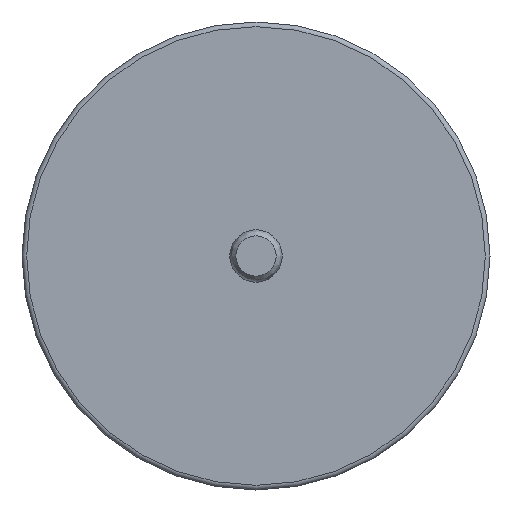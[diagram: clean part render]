
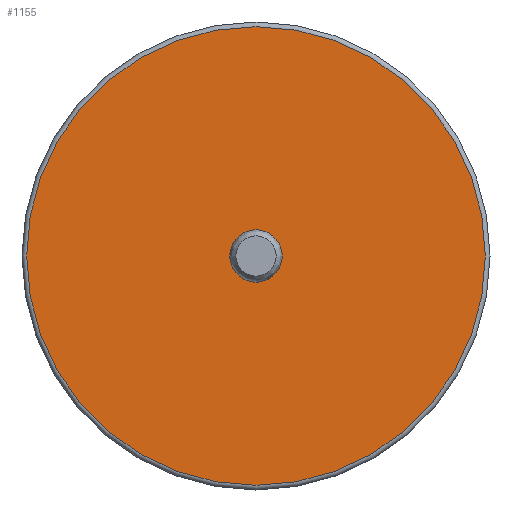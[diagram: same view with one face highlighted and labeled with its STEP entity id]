
A CAD part, front view. The second image highlights one B-rep face of the part: STEP entity #1155.
In plain terms, the highlighted planar face has unit normal (0, -1, 0).
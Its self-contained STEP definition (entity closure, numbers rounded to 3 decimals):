
#70=FACE_BOUND('',#306,.T.);
#98=PLANE('',#1286);
#232=FACE_OUTER_BOUND('',#305,.T.);
#305=EDGE_LOOP('',(#991,#992));
#306=EDGE_LOOP('',(#993,#994));
#446=CIRCLE('',#1287,24.5);
#447=CIRCLE('',#1288,24.5);
#448=CIRCLE('',#1289,2.708);
#449=CIRCLE('',#1290,2.708);
#554=VERTEX_POINT('',#2010);
#555=VERTEX_POINT('',#2011);
#556=VERTEX_POINT('',#2014);
#557=VERTEX_POINT('',#2015);
#708=EDGE_CURVE('',#554,#555,#446,.T.);
#709=EDGE_CURVE('',#555,#554,#447,.T.);
#710=EDGE_CURVE('',#556,#557,#448,.T.);
#711=EDGE_CURVE('',#557,#556,#449,.T.);
#991=ORIENTED_EDGE('',*,*,#708,.F.);
#992=ORIENTED_EDGE('',*,*,#709,.F.);
#993=ORIENTED_EDGE('',*,*,#710,.T.);
#994=ORIENTED_EDGE('',*,*,#711,.T.);
#1155=ADVANCED_FACE('',(#232,#70),#98,.T.);
#1286=AXIS2_PLACEMENT_3D('',#2009,#1562,#1563);
#1287=AXIS2_PLACEMENT_3D('',#2012,#1564,#1565);
#1288=AXIS2_PLACEMENT_3D('',#2013,#1566,#1567);
#1289=AXIS2_PLACEMENT_3D('',#2016,#1568,#1569);
#1290=AXIS2_PLACEMENT_3D('',#2017,#1570,#1571);
#1562=DIRECTION('center_axis',(0.,-1.,0.));
#1563=DIRECTION('ref_axis',(0.,0.,-1.));
#1564=DIRECTION('center_axis',(0.,1.,0.));
#1565=DIRECTION('ref_axis',(-1.,0.,0.));
#1566=DIRECTION('center_axis',(0.,1.,0.));
#1567=DIRECTION('ref_axis',(-1.,0.,0.));
#1568=DIRECTION('center_axis',(0.,1.,0.));
#1569=DIRECTION('ref_axis',(-1.,0.,0.));
#1570=DIRECTION('center_axis',(0.,1.,0.));
#1571=DIRECTION('ref_axis',(-1.,0.,0.));
#2009=CARTESIAN_POINT('Origin',(-12.25,4.041,0.));
#2010=CARTESIAN_POINT('',(-24.5,4.041,0.));
#2011=CARTESIAN_POINT('',(0.,4.041,-24.5));
#2012=CARTESIAN_POINT('Origin',(0.,4.041,0.));
#2013=CARTESIAN_POINT('Origin',(0.,4.041,0.));
#2014=CARTESIAN_POINT('',(-2.708,4.041,0.));
#2015=CARTESIAN_POINT('',(2.708,4.041,0.));
#2016=CARTESIAN_POINT('Origin',(0.,4.041,0.));
#2017=CARTESIAN_POINT('Origin',(0.,4.041,0.));
